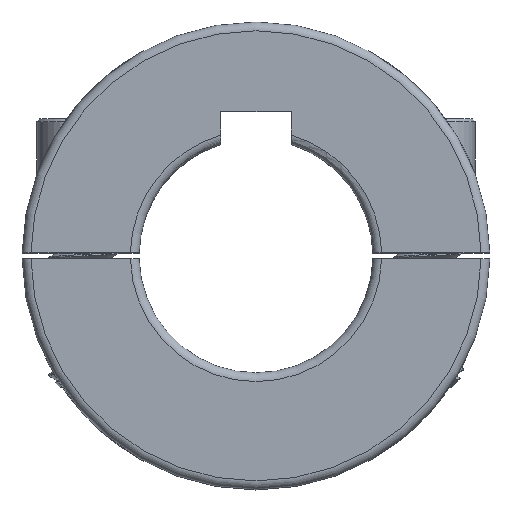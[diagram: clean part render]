
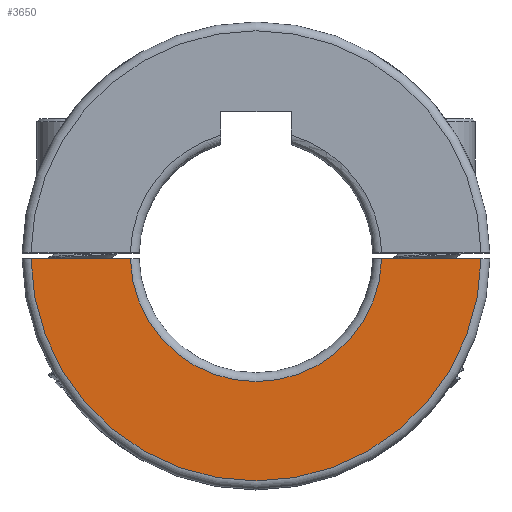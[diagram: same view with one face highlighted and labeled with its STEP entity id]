
A CAD part, top view. The second image highlights one B-rep face of the part: STEP entity #3650.
In plain terms, the highlighted planar face has unit normal (0, 0, 1).
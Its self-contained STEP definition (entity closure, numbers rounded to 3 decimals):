
#84 = AXIS2_PLACEMENT_3D ( 'NONE', #9622, #1982, #560 ) ;
#122 = DIRECTION ( 'NONE',  ( 1., 0., 0. ) ) ;
#560 = DIRECTION ( 'NONE',  ( 1., 0., 0. ) ) ;
#598 = ORIENTED_EDGE ( 'NONE', *, *, #871, .T. ) ;
#717 = VECTOR ( 'NONE', #748, 1000. ) ;
#748 = DIRECTION ( 'NONE',  ( -1., 0., 0. ) ) ;
#770 = VERTEX_POINT ( 'NONE', #1827 ) ;
#871 = EDGE_CURVE ( 'NONE', #8173, #770, #7570, .T. ) ;
#872 = VERTEX_POINT ( 'NONE', #3799 ) ;
#1429 = FACE_OUTER_BOUND ( 'NONE', #2290, .T. ) ;
#1636 = CARTESIAN_POINT ( 'NONE',  ( 19.248, -0.25, 7.5 ) ) ;
#1669 = VERTEX_POINT ( 'NONE', #1984 ) ;
#1827 = CARTESIAN_POINT ( 'NONE',  ( 10.747, -0.25, 7.5 ) ) ;
#1982 = DIRECTION ( 'NONE',  ( 0., 0., 1. ) ) ;
#1984 = CARTESIAN_POINT ( 'NONE',  ( -10.747, -0.25, 7.5 ) ) ;
#2040 = DIRECTION ( 'NONE',  ( 0., 0., -1. ) ) ;
#2290 = EDGE_LOOP ( 'NONE', ( #6569, #9364, #598, #7050 ) ) ;
#3587 = DIRECTION ( 'NONE',  ( -1., 0., 0. ) ) ;
#3602 = DIRECTION ( 'NONE',  ( 1., 0., 0. ) ) ;
#3650 = ADVANCED_FACE ( 'NONE', ( #1429 ), #6487, .T. ) ;
#3712 = AXIS2_PLACEMENT_3D ( 'NONE', #4361, #2040, #3602 ) ;
#3799 = CARTESIAN_POINT ( 'NONE',  ( -19.248, -0.25, 7.5 ) ) ;
#4044 = CIRCLE ( 'NONE', #3712, 10.75 ) ;
#4361 = CARTESIAN_POINT ( 'NONE',  ( 0., 0., 7.5 ) ) ;
#4619 = CARTESIAN_POINT ( 'NONE',  ( 9.997, -0.25, 7.5 ) ) ;
#6117 = AXIS2_PLACEMENT_3D ( 'NONE', #9161, #8437, #122 ) ;
#6163 = VECTOR ( 'NONE', #3587, 1000. ) ;
#6395 = EDGE_CURVE ( 'NONE', #770, #1669, #4044, .T. ) ;
#6487 = PLANE ( 'NONE',  #84 ) ;
#6569 = ORIENTED_EDGE ( 'NONE', *, *, #7400, .T. ) ;
#7050 = ORIENTED_EDGE ( 'NONE', *, *, #6395, .T. ) ;
#7400 = EDGE_CURVE ( 'NONE', #1669, #872, #8569, .T. ) ;
#7570 = LINE ( 'NONE', #4619, #717 ) ;
#8173 = VERTEX_POINT ( 'NONE', #1636 ) ;
#8437 = DIRECTION ( 'NONE',  ( 0., 0., 1. ) ) ;
#8569 = LINE ( 'NONE', #8946, #6163 ) ;
#8666 = CIRCLE ( 'NONE', #6117, 19.25 ) ;
#8946 = CARTESIAN_POINT ( 'NONE',  ( -19.998, -0.25, 7.5 ) ) ;
#9161 = CARTESIAN_POINT ( 'NONE',  ( 0., 0., 7.5 ) ) ;
#9364 = ORIENTED_EDGE ( 'NONE', *, *, #9386, .T. ) ;
#9386 = EDGE_CURVE ( 'NONE', #872, #8173, #8666, .T. ) ;
#9622 = CARTESIAN_POINT ( 'NONE',  ( 0., 0., 7.5 ) ) ;
